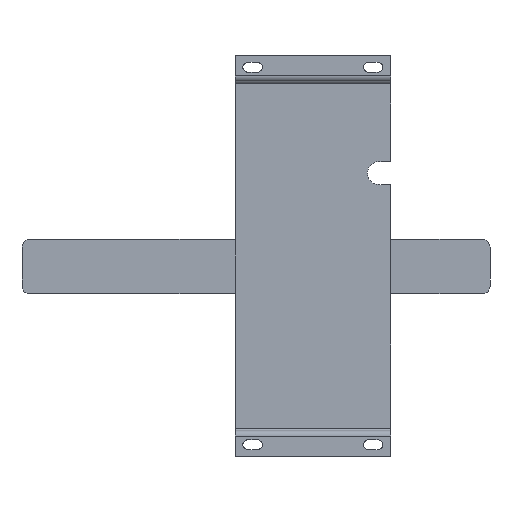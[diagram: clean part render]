
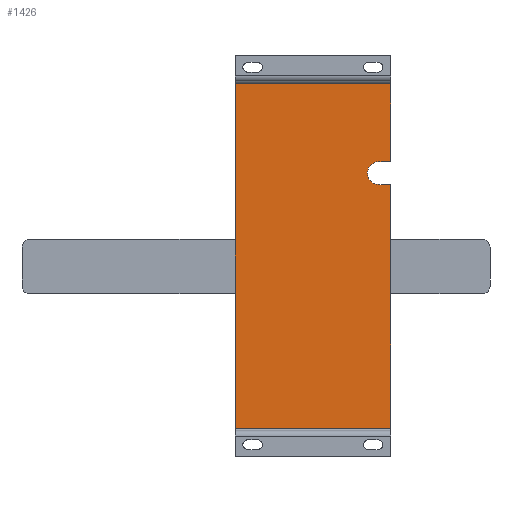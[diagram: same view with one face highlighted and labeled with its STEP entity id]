
A CAD part, front view. The second image highlights one B-rep face of the part: STEP entity #1426.
In plain terms, the highlighted planar face has unit normal (0, -1, 0).
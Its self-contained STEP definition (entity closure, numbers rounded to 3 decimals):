
#40 = VECTOR ( 'NONE', #660, 1000. ) ;
#65 = DIRECTION ( 'NONE',  ( -1., 0., 0. ) ) ;
#101 = CARTESIAN_POINT ( 'NONE',  ( 33.9, -2., 48.5 ) ) ;
#215 = DIRECTION ( 'NONE',  ( 0., -1., 0. ) ) ;
#219 = VERTEX_POINT ( 'NONE', #1345 ) ;
#264 = VERTEX_POINT ( 'NONE', #1899 ) ;
#301 = DIRECTION ( 'NONE',  ( 0., 0., 1. ) ) ;
#313 = VECTOR ( 'NONE', #1006, 1000. ) ;
#315 = ORIENTED_EDGE ( 'NONE', *, *, #1095, .F. ) ;
#330 = EDGE_CURVE ( 'NONE', #806, #264, #1425, .T. ) ;
#378 = VERTEX_POINT ( 'NONE', #1983 ) ;
#396 = DIRECTION ( 'NONE',  ( 0., 1., 0. ) ) ;
#400 = LINE ( 'NONE', #1995, #1448 ) ;
#408 = EDGE_CURVE ( 'NONE', #987, #1888, #2258, .T. ) ;
#410 = ORIENTED_EDGE ( 'NONE', *, *, #1175, .F. ) ;
#527 = DIRECTION ( 'NONE',  ( 0., 0., 1. ) ) ;
#533 = VERTEX_POINT ( 'NONE', #1455 ) ;
#587 = CARTESIAN_POINT ( 'NONE',  ( -40., -2., 88.5 ) ) ;
#660 = DIRECTION ( 'NONE',  ( -1., 0., 0. ) ) ;
#755 = EDGE_CURVE ( 'NONE', #264, #378, #1897, .T. ) ;
#778 = DIRECTION ( 'NONE',  ( 1., 0., 0. ) ) ;
#806 = VERTEX_POINT ( 'NONE', #1702 ) ;
#912 = FACE_OUTER_BOUND ( 'NONE', #1082, .T. ) ;
#926 = DIRECTION ( 'NONE',  ( 1., 0., 0. ) ) ;
#952 = ORIENTED_EDGE ( 'NONE', *, *, #1782, .F. ) ;
#971 = CARTESIAN_POINT ( 'NONE',  ( 40., -2., -91.5 ) ) ;
#987 = VERTEX_POINT ( 'NONE', #1572 ) ;
#1006 = DIRECTION ( 'NONE',  ( 0., 0., -1. ) ) ;
#1078 = AXIS2_PLACEMENT_3D ( 'NONE', #1759, #215, #1734 ) ;
#1082 = EDGE_LOOP ( 'NONE', ( #1493, #2193, #2301, #315, #1936, #1917, #952, #410 ) ) ;
#1095 = EDGE_CURVE ( 'NONE', #1888, #806, #1394, .T. ) ;
#1128 = LINE ( 'NONE', #971, #1594 ) ;
#1164 = VECTOR ( 'NONE', #926, 1000. ) ;
#1175 = EDGE_CURVE ( 'NONE', #533, #2112, #400, .T. ) ;
#1182 = VECTOR ( 'NONE', #301, 1000. ) ;
#1190 = CARTESIAN_POINT ( 'NONE',  ( -40., -2., -88.5 ) ) ;
#1299 = LINE ( 'NONE', #587, #2068 ) ;
#1343 = EDGE_CURVE ( 'NONE', #219, #987, #1299, .T. ) ;
#1345 = CARTESIAN_POINT ( 'NONE',  ( -40., -2., 88.5 ) ) ;
#1392 = EDGE_CURVE ( 'NONE', #378, #533, #1128, .T. ) ;
#1394 = LINE ( 'NONE', #101, #40 ) ;
#1425 = CIRCLE ( 'NONE', #1078, 5.9 ) ;
#1426 = ADVANCED_FACE ( 'NONE', ( #912 ), #2289, .F. ) ;
#1448 = VECTOR ( 'NONE', #65, 1000. ) ;
#1455 = CARTESIAN_POINT ( 'NONE',  ( 40., -2., -88.5 ) ) ;
#1487 = CARTESIAN_POINT ( 'NONE',  ( 33.9, -2., 36.7 ) ) ;
#1493 = ORIENTED_EDGE ( 'NONE', *, *, #1392, .F. ) ;
#1572 = CARTESIAN_POINT ( 'NONE',  ( 40., -2., 88.5 ) ) ;
#1594 = VECTOR ( 'NONE', #2305, 1000. ) ;
#1702 = CARTESIAN_POINT ( 'NONE',  ( 33.9, -2., 48.5 ) ) ;
#1729 = CARTESIAN_POINT ( 'NONE',  ( 0., -2., 0. ) ) ;
#1734 = DIRECTION ( 'NONE',  ( 0., 0., 1. ) ) ;
#1759 = CARTESIAN_POINT ( 'NONE',  ( 33.9, -2., 42.6 ) ) ;
#1782 = EDGE_CURVE ( 'NONE', #2112, #219, #1922, .T. ) ;
#1888 = VERTEX_POINT ( 'NONE', #2055 ) ;
#1897 = LINE ( 'NONE', #1487, #1164 ) ;
#1899 = CARTESIAN_POINT ( 'NONE',  ( 33.9, -2., 36.7 ) ) ;
#1917 = ORIENTED_EDGE ( 'NONE', *, *, #1343, .F. ) ;
#1922 = LINE ( 'NONE', #2212, #1182 ) ;
#1936 = ORIENTED_EDGE ( 'NONE', *, *, #408, .F. ) ;
#1983 = CARTESIAN_POINT ( 'NONE',  ( 40., -2., 36.7 ) ) ;
#1995 = CARTESIAN_POINT ( 'NONE',  ( 40., -2., -88.5 ) ) ;
#2055 = CARTESIAN_POINT ( 'NONE',  ( 40., -2., 48.5 ) ) ;
#2068 = VECTOR ( 'NONE', #778, 1000. ) ;
#2112 = VERTEX_POINT ( 'NONE', #1190 ) ;
#2193 = ORIENTED_EDGE ( 'NONE', *, *, #755, .F. ) ;
#2212 = CARTESIAN_POINT ( 'NONE',  ( -40., -2., -91.5 ) ) ;
#2239 = AXIS2_PLACEMENT_3D ( 'NONE', #1729, #396, #527 ) ;
#2258 = LINE ( 'NONE', #2360, #313 ) ;
#2289 = PLANE ( 'NONE',  #2239 ) ;
#2301 = ORIENTED_EDGE ( 'NONE', *, *, #330, .F. ) ;
#2305 = DIRECTION ( 'NONE',  ( 0., 0., -1. ) ) ;
#2360 = CARTESIAN_POINT ( 'NONE',  ( 40., -2., -91.5 ) ) ;
